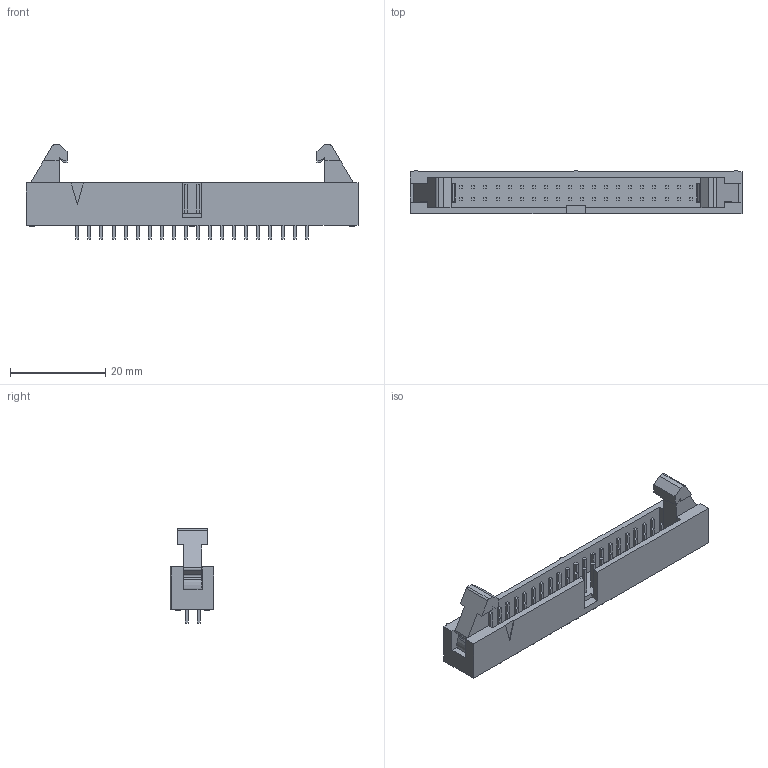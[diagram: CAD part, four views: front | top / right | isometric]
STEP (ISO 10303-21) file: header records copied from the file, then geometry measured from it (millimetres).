
FILE_DESCRIPTION((''),'2;1');
FILE_NAME('TYCO_1-1761685-3.stp','2015-01-21T08:55:12',(''),(''),'Mechanical Desktop 2011','Mechanical Desktop 2011',', , ');
FILE_SCHEMA(('AUTOMOTIVE_DESIGN { 1 2 10303 214 1 1 1 1 }'));
Length unit declared in the file: millimetre
Products named in the file (1): Product
Bounding box: 69.85 x 9.22 x 19.81 mm (x, y, z)
Volume: 3545.4 mm3; surface area: 5225.1 mm2
Topology: 81 solids, 81 shells, 611 faces, 1320 edges, 880 vertices
Faces by surface type: plane 578, cylinder 33
Entity records: 16287 total; most frequent: CARTESIAN_POINT 2812, ORIENTED_EDGE 2640, DIRECTION 2610, EDGE_CURVE 1320, VECTOR 1254, LINE 1254, VERTEX_POINT 880, AXIS2_PLACEMENT_3D 678
